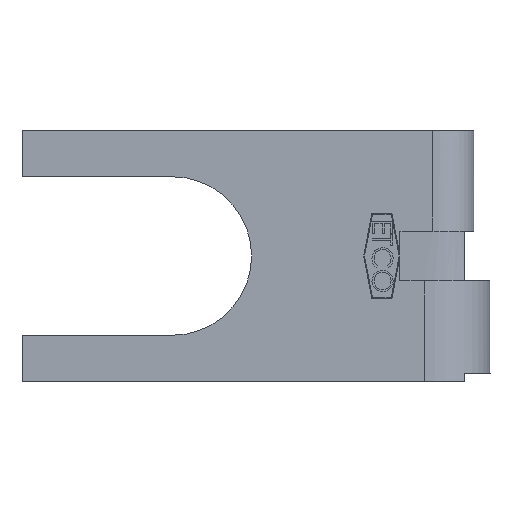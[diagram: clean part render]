
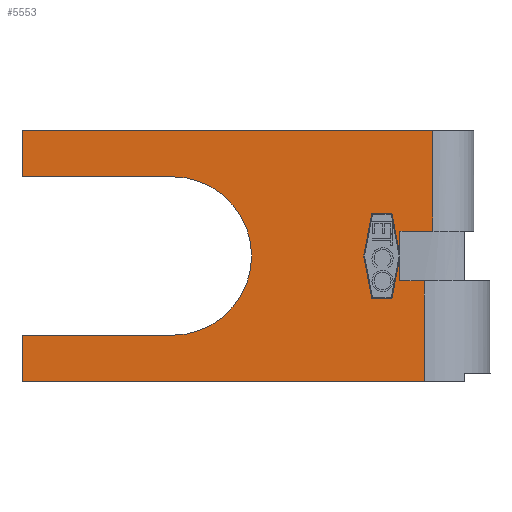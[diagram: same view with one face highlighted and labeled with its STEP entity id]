
A CAD part, front view. The second image highlights one B-rep face of the part: STEP entity #5553.
In plain terms, the highlighted planar face has unit normal (0, -1, 0).
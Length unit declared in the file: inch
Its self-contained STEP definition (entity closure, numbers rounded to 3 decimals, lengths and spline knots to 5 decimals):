
#8 = ORIENTED_EDGE ( 'NONE', *, *, #4724, .F. ) ;
#35 = PLANE ( 'NONE',  #5247 ) ;
#67 = VERTEX_POINT ( 'NONE', #2498 ) ;
#174 = CARTESIAN_POINT ( 'NONE',  ( 0.186, 0., -0.0525 ) ) ;
#201 = ORIENTED_EDGE ( 'NONE', *, *, #5152, .T. ) ;
#212 = ORIENTED_EDGE ( 'NONE', *, *, #3868, .F. ) ;
#221 = B_SPLINE_CURVE_WITH_KNOTS ( 'NONE', 3,
 ( #3177, #5036, #855, #2724 ),
 .UNSPECIFIED., .F., .F.,
 ( 4, 4 ),
 ( 0., 1. ),
 .UNSPECIFIED. ) ;
#269 = VECTOR ( 'NONE', #944, 39.37008 ) ;
#521 = EDGE_CURVE ( 'NONE', #67, #3713, #1639, .T. ) ;
#528 = CARTESIAN_POINT ( 'NONE',  ( 0.221, 0., -0.031 ) ) ;
#553 = VECTOR ( 'NONE', #3301, 39.37008 ) ;
#559 = VECTOR ( 'NONE', #4694, 39.37008 ) ;
#623 = LINE ( 'NONE', #2491, #5732 ) ;
#797 = ORIENTED_EDGE ( 'NONE', *, *, #4758, .F. ) ;
#819 = CARTESIAN_POINT ( 'NONE',  ( 0.211, 0., -0.0525 ) ) ;
#848 = CARTESIAN_POINT ( 'NONE',  ( -0.062, 0., -0.0985 ) ) ;
#855 = CARTESIAN_POINT ( 'NONE',  ( 0.231, 0., -0.031 ) ) ;
#882 = CARTESIAN_POINT ( 'NONE',  ( 0.176, 0., 0. ) ) ;
#932 = CARTESIAN_POINT ( 'NONE',  ( 0.221, 0., 0. ) ) ;
#936 = VERTEX_POINT ( 'NONE', #932 ) ;
#944 = DIRECTION ( 'NONE',  ( 1., 0., 0. ) ) ;
#973 = LINE ( 'NONE', #2833, #559 ) ;
#1002 = VERTEX_POINT ( 'NONE', #528 ) ;
#1013 = EDGE_CURVE ( 'NONE', #5262, #936, #1937, .T. ) ;
#1032 = CARTESIAN_POINT ( 'NONE',  ( -0.062, 0., 0. ) ) ;
#1041 = LINE ( 'NONE', #2896, #1479 ) ;
#1133 = CARTESIAN_POINT ( 'NONE',  ( 0.221, 0., -0.156 ) ) ;
#1149 = VECTOR ( 'NONE', #3141, 39.37008 ) ;
#1201 = EDGE_CURVE ( 'NONE', #3361, #67, #5825, .T. ) ;
#1202 = LINE ( 'NONE', #3057, #2449 ) ;
#1208 = EDGE_CURVE ( 'NONE', #5013, #4425, #1202, .T. ) ;
#1283 = CARTESIAN_POINT ( 'NONE',  ( 0.186, 0., 0.0525 ) ) ;
#1312 = EDGE_CURVE ( 'NONE', #5262, #3682, #5491, .T. ) ;
#1326 = CARTESIAN_POINT ( 'NONE',  ( 0.221, 0., 0.031 ) ) ;
#1395 = EDGE_CURVE ( 'NONE', #936, #4560, #1959, .T. ) ;
#1419 = EDGE_CURVE ( 'NONE', #4890, #4976, #1041, .T. ) ;
#1440 = CARTESIAN_POINT ( 'NONE',  ( 0.251, 0., -0.031 ) ) ;
#1462 = DIRECTION ( 'NONE',  ( 0., 0., 1. ) ) ;
#1479 = VECTOR ( 'NONE', #4757, 39.37008 ) ;
#1484 = ORIENTED_EDGE ( 'NONE', *, *, #1013, .F. ) ;
#1510 = LINE ( 'NONE', #3368, #5423 ) ;
#1524 = CARTESIAN_POINT ( 'NONE',  ( -0.249, 0., -0.156 ) ) ;
#1582 = ORIENTED_EDGE ( 'NONE', *, *, #3729, .F. ) ;
#1639 = LINE ( 'NONE', #3497, #5926 ) ;
#1645 = ORIENTED_EDGE ( 'NONE', *, *, #5652, .F. ) ;
#1660 = CARTESIAN_POINT ( 'NONE',  ( -0.249, 0., -0.156 ) ) ;
#1782 = DIRECTION ( 'NONE',  ( 0.187, 0., 0.982 ) ) ;
#1857 = ORIENTED_EDGE ( 'NONE', *, *, #3741, .F. ) ;
#1904 = CARTESIAN_POINT ( 'NONE',  ( 0.221, 0., 0.156 ) ) ;
#1923 = CARTESIAN_POINT ( 'NONE',  ( 0.251, 0., -0.031 ) ) ;
#1937 = LINE ( 'NONE', #3794, #3420 ) ;
#1959 = LINE ( 'NONE', #3817, #2259 ) ;
#1990 = ORIENTED_EDGE ( 'NONE', *, *, #1395, .F. ) ;
#2062 = VERTEX_POINT ( 'NONE', #2520 ) ;
#2259 = VECTOR ( 'NONE', #5665, 39.37008 ) ;
#2270 = LINE ( 'NONE', #4126, #3982 ) ;
#2276 = CARTESIAN_POINT ( 'NONE',  ( -0.249, 0., 0.0985 ) ) ;
#2306 = CARTESIAN_POINT ( 'NONE',  ( -0.249, 0., -0.0985 ) ) ;
#2418 = AXIS2_PLACEMENT_3D ( 'NONE', #1032, #2884, #4747 ) ;
#2449 = VECTOR ( 'NONE', #4919, 39.37008 ) ;
#2450 = CARTESIAN_POINT ( 'NONE',  ( 0.186, 0., 0.0525 ) ) ;
#2455 = VERTEX_POINT ( 'NONE', #1923 ) ;
#2491 = CARTESIAN_POINT ( 'NONE',  ( 0.262, 0., 0.031 ) ) ;
#2494 = EDGE_LOOP ( 'NONE', ( #1645, #212, #4801, #1582, #8, #5086, #797, #3058, #3938, #1990, #1484, #5095, #5955, #2587, #3022, #3431, #201, #2817, #1857 ) ) ;
#2498 = CARTESIAN_POINT ( 'NONE',  ( -0.249, 0., 0.156 ) ) ;
#2520 = CARTESIAN_POINT ( 'NONE',  ( 0.251, 0., -0.156 ) ) ;
#2587 = ORIENTED_EDGE ( 'NONE', *, *, #521, .F. ) ;
#2724 = CARTESIAN_POINT ( 'NONE',  ( 0.221, 0., -0.031 ) ) ;
#2817 = ORIENTED_EDGE ( 'NONE', *, *, #1208, .T. ) ;
#2829 = EDGE_CURVE ( 'NONE', #3682, #3713, #623, .T. ) ;
#2833 = CARTESIAN_POINT ( 'NONE',  ( 0.221, 0., -0.156 ) ) ;
#2884 = DIRECTION ( 'NONE',  ( 0., 1., 0. ) ) ;
#2896 = CARTESIAN_POINT ( 'NONE',  ( 0.186, 0., -0.0525 ) ) ;
#2989 = DIRECTION ( 'NONE',  ( -1., 0., 0. ) ) ;
#3022 = ORIENTED_EDGE ( 'NONE', *, *, #1201, .F. ) ;
#3057 = CARTESIAN_POINT ( 'NONE',  ( -0.062, 0., -0.0985 ) ) ;
#3058 = ORIENTED_EDGE ( 'NONE', *, *, #3612, .F. ) ;
#3077 = EDGE_CURVE ( 'NONE', #4560, #5591, #1510, .T. ) ;
#3141 = DIRECTION ( 'NONE',  ( -0.187, 0., -0.982 ) ) ;
#3177 = CARTESIAN_POINT ( 'NONE',  ( 0.251, 0., -0.031 ) ) ;
#3181 = DIRECTION ( 'NONE',  ( 1., 0., 0. ) ) ;
#3268 = LINE ( 'NONE', #5118, #269 ) ;
#3301 = DIRECTION ( 'NONE',  ( 0., 0., -1. ) ) ;
#3361 = VERTEX_POINT ( 'NONE', #2276 ) ;
#3368 = CARTESIAN_POINT ( 'NONE',  ( 0.211, 0., 0.0525 ) ) ;
#3420 = VECTOR ( 'NONE', #5643, 39.37008 ) ;
#3431 = ORIENTED_EDGE ( 'NONE', *, *, #5108, .T. ) ;
#3469 = VERTEX_POINT ( 'NONE', #1524 ) ;
#3497 = CARTESIAN_POINT ( 'NONE',  ( 0.221, 0., 0.156 ) ) ;
#3519 = DIRECTION ( 'NONE',  ( 0., 0., 1. ) ) ;
#3612 = EDGE_CURVE ( 'NONE', #5591, #3687, #5450, .T. ) ;
#3682 = VERTEX_POINT ( 'NONE', #5508 ) ;
#3687 = VERTEX_POINT ( 'NONE', #882 ) ;
#3713 = VERTEX_POINT ( 'NONE', #5597 ) ;
#3729 = EDGE_CURVE ( 'NONE', #936, #1002, #973, .T. ) ;
#3741 = EDGE_CURVE ( 'NONE', #3469, #4425, #3774, .T. ) ;
#3759 = DIRECTION ( 'NONE',  ( 0., -1., 0. ) ) ;
#3768 = VECTOR ( 'NONE', #1782, 39.37008 ) ;
#3774 = LINE ( 'NONE', #5625, #5525 ) ;
#3794 = CARTESIAN_POINT ( 'NONE',  ( 0.221, 0., -0.156 ) ) ;
#3798 = EDGE_CURVE ( 'NONE', #2455, #1002, #221, .T. ) ;
#3817 = CARTESIAN_POINT ( 'NONE',  ( 0.221, 0., 0. ) ) ;
#3868 = EDGE_CURVE ( 'NONE', #2455, #2062, #5603, .T. ) ;
#3886 = VERTEX_POINT ( 'NONE', #4242 ) ;
#3938 = ORIENTED_EDGE ( 'NONE', *, *, #3077, .F. ) ;
#3982 = VECTOR ( 'NONE', #5975, 39.37008 ) ;
#3990 = VECTOR ( 'NONE', #2989, 39.37008 ) ;
#4096 = LINE ( 'NONE', #5947, #3768 ) ;
#4126 = CARTESIAN_POINT ( 'NONE',  ( 0.176, 0., 0. ) ) ;
#4222 = FACE_OUTER_BOUND ( 'NONE', #2494, .T. ) ;
#4242 = CARTESIAN_POINT ( 'NONE',  ( -0.062, 0., 0.0985 ) ) ;
#4345 = DIRECTION ( 'NONE',  ( 0., 0., 1. ) ) ;
#4425 = VERTEX_POINT ( 'NONE', #2306 ) ;
#4560 = VERTEX_POINT ( 'NONE', #5188 ) ;
#4596 = VECTOR ( 'NONE', #3181, 39.37008 ) ;
#4694 = DIRECTION ( 'NONE',  ( 0., 0., -1. ) ) ;
#4724 = EDGE_CURVE ( 'NONE', #4976, #936, #4096, .T. ) ;
#4747 = DIRECTION ( 'NONE',  ( 0., 0., 1. ) ) ;
#4757 = DIRECTION ( 'NONE',  ( 1., 0., 0. ) ) ;
#4758 = EDGE_CURVE ( 'NONE', #3687, #4890, #2270, .T. ) ;
#4801 = ORIENTED_EDGE ( 'NONE', *, *, #3798, .T. ) ;
#4890 = VERTEX_POINT ( 'NONE', #174 ) ;
#4919 = DIRECTION ( 'NONE',  ( -1., 0., 0. ) ) ;
#4976 = VERTEX_POINT ( 'NONE', #819 ) ;
#5013 = VERTEX_POINT ( 'NONE', #848 ) ;
#5036 = CARTESIAN_POINT ( 'NONE',  ( 0.241, 0., -0.031 ) ) ;
#5086 = ORIENTED_EDGE ( 'NONE', *, *, #1419, .F. ) ;
#5095 = ORIENTED_EDGE ( 'NONE', *, *, #1312, .T. ) ;
#5108 = EDGE_CURVE ( 'NONE', #3361, #3886, #3268, .T. ) ;
#5118 = CARTESIAN_POINT ( 'NONE',  ( -0.249, 0., 0.0985 ) ) ;
#5152 = EDGE_CURVE ( 'NONE', #3886, #5013, #5816, .T. ) ;
#5188 = CARTESIAN_POINT ( 'NONE',  ( 0.211, 0., 0.0525 ) ) ;
#5218 = DIRECTION ( 'NONE',  ( -1., 0., 0. ) ) ;
#5247 = AXIS2_PLACEMENT_3D ( 'NONE', #1904, #3759, #5607 ) ;
#5262 = VERTEX_POINT ( 'NONE', #5310 ) ;
#5303 = LINE ( 'NONE', #1133, #3990 ) ;
#5310 = CARTESIAN_POINT ( 'NONE',  ( 0.221, 0., 0.031 ) ) ;
#5350 = DIRECTION ( 'NONE',  ( 1., 0., 0. ) ) ;
#5423 = VECTOR ( 'NONE', #5218, 39.37008 ) ;
#5450 = LINE ( 'NONE', #1283, #1149 ) ;
#5491 = LINE ( 'NONE', #1326, #4596 ) ;
#5508 = CARTESIAN_POINT ( 'NONE',  ( 0.262, 0., 0.031 ) ) ;
#5525 = VECTOR ( 'NONE', #1462, 39.37008 ) ;
#5553 = ADVANCED_FACE ( 'NONE', ( #4222 ), #35, .T. ) ;
#5591 = VERTEX_POINT ( 'NONE', #2450 ) ;
#5597 = CARTESIAN_POINT ( 'NONE',  ( 0.262, 0., 0.156 ) ) ;
#5603 = LINE ( 'NONE', #1440, #553 ) ;
#5607 = DIRECTION ( 'NONE',  ( 0., 0., -1. ) ) ;
#5625 = CARTESIAN_POINT ( 'NONE',  ( -0.249, 0., -0.156 ) ) ;
#5643 = DIRECTION ( 'NONE',  ( 0., 0., -1. ) ) ;
#5652 = EDGE_CURVE ( 'NONE', #2062, #3469, #5303, .T. ) ;
#5665 = DIRECTION ( 'NONE',  ( -0.187, 0., 0.982 ) ) ;
#5732 = VECTOR ( 'NONE', #4345, 39.37008 ) ;
#5816 = CIRCLE ( 'NONE', #2418, 0.0985 ) ;
#5825 = LINE ( 'NONE', #1660, #5848 ) ;
#5848 = VECTOR ( 'NONE', #3519, 39.37008 ) ;
#5926 = VECTOR ( 'NONE', #5350, 39.37008 ) ;
#5947 = CARTESIAN_POINT ( 'NONE',  ( 0.211, 0., -0.0525 ) ) ;
#5955 = ORIENTED_EDGE ( 'NONE', *, *, #2829, .T. ) ;
#5975 = DIRECTION ( 'NONE',  ( 0.187, 0., -0.982 ) ) ;
